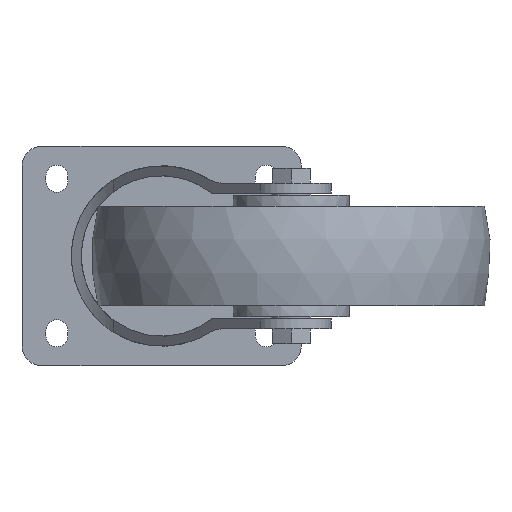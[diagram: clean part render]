
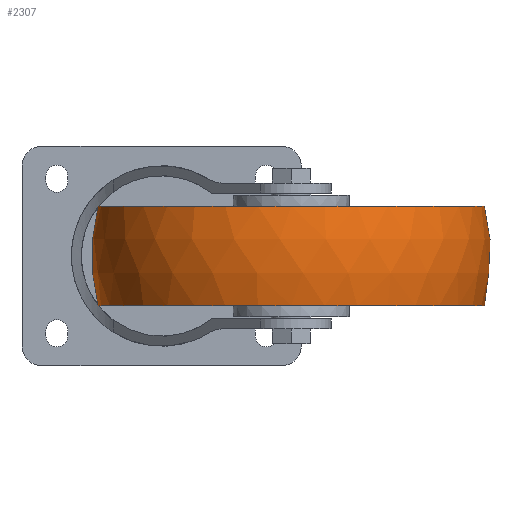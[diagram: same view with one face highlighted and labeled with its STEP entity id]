
A CAD part, front view. The second image highlights one B-rep face of the part: STEP entity #2307.
In plain terms, the highlighted spherical face has radius 100 mm.
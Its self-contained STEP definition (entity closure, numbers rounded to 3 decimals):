
#22=SPHERICAL_SURFACE('',#2520,100.);
#131=CIRCLE('',#2519,96.825);
#132=CIRCLE('',#2521,96.825);
#509=ORIENTED_EDGE('',*,*,#1042,.T.);
#510=ORIENTED_EDGE('',*,*,#1043,.F.);
#1042=EDGE_CURVE('',#1323,#1323,#131,.T.);
#1043=EDGE_CURVE('',#1324,#1324,#132,.T.);
#1323=VERTEX_POINT('',#3786);
#1324=VERTEX_POINT('',#3789);
#1909=EDGE_LOOP('',(#509));
#1910=EDGE_LOOP('',(#510));
#2069=FACE_BOUND('',#1909,.T.);
#2070=FACE_BOUND('',#1910,.T.);
#2307=ADVANCED_FACE('',(#2069,#2070),#22,.T.);
#2519=AXIS2_PLACEMENT_3D('',#3785,#3024,#3025);
#2520=AXIS2_PLACEMENT_3D('',#3787,#3026,#3027);
#2521=AXIS2_PLACEMENT_3D('',#3788,#3028,#3029);
#3024=DIRECTION('',(0.,0.,-1.));
#3025=DIRECTION('',(-1.,0.,0.));
#3026=DIRECTION('',(0.,0.,-1.));
#3027=DIRECTION('',(0.,1.,0.));
#3028=DIRECTION('',(0.,0.,-1.));
#3029=DIRECTION('',(-1.,0.,0.));
#3785=CARTESIAN_POINT('',(0.,0.,25.));
#3786=CARTESIAN_POINT('',(-96.825,0.,25.));
#3787=CARTESIAN_POINT('',(0.,0.,0.));
#3788=CARTESIAN_POINT('',(0.,0.,-25.));
#3789=CARTESIAN_POINT('',(-96.825,0.,-25.));
